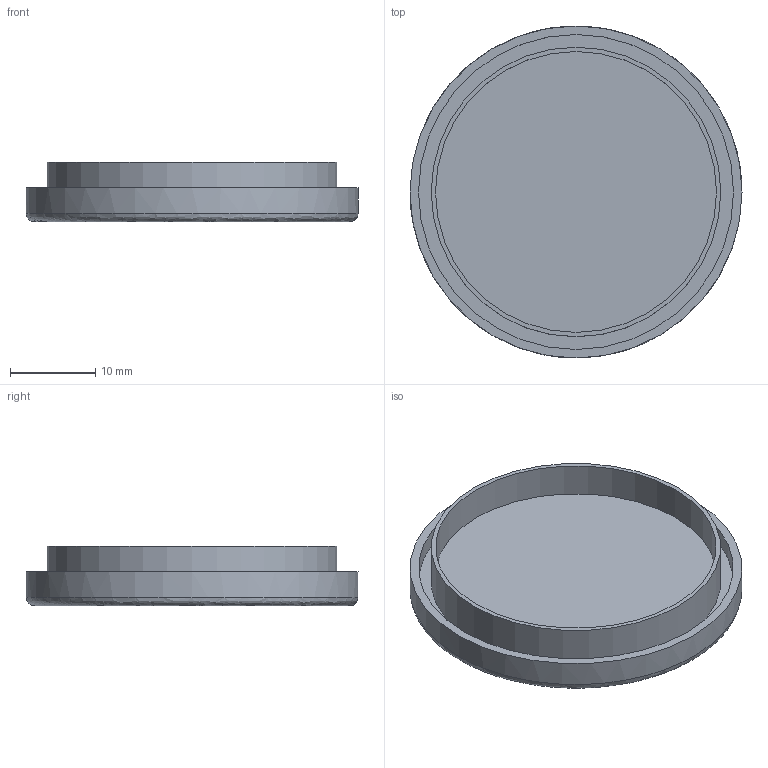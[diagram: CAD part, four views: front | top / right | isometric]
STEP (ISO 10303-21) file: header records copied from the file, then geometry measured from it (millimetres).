
FILE_DESCRIPTION(/* description */ (''),/* implementation_level */ '2;1');
FILE_NAME(/* name */ 'GO 2 ex blanc Bouchon tube BAL v1.step',/* time_stamp */ '2021-06-04T18:59:11+02:00',/* author */ (''),/* organization */ (''),/* preprocessor_version */ 'ST-DEVELOPER v18.1',/* originating_system */ 'Autodesk Translation Framework v10.6.0.1341',/* authorisation */ '');
FILE_SCHEMA (('AUTOMOTIVE_DESIGN { 1 0 10303 214 3 1 1 }'));
Length unit declared in the file: millimetre
Products named in the file (1): (Non enregistré)
Bounding box: 39 x 39 x 7 mm (x, y, z)
Volume: 3721.5 mm3; surface area: 4008.7 mm2
Topology: 1 solids, 1 shells, 10 faces, 15 edges, 10 vertices
Faces by surface type: plane 5, cylinder 4, bspline 1
Full cylindrical faces by diameter (mm): 33 x1, 34 x1, 37 x1, 39 x1
Entity records: 393 total; most frequent: CARTESIAN_POINT 181, DIRECTION 38, ORIENTED_EDGE 30, AXIS2_PLACEMENT_3D 17, EDGE_CURVE 15, EDGE_LOOP 13, FACE_OUTER_BOUND 10, VERTEX_POINT 10
